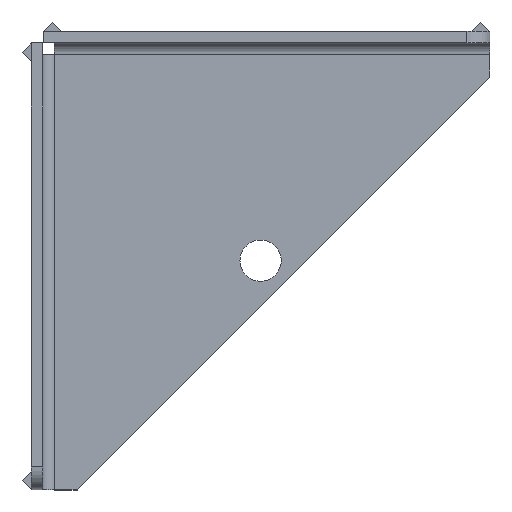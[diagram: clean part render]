
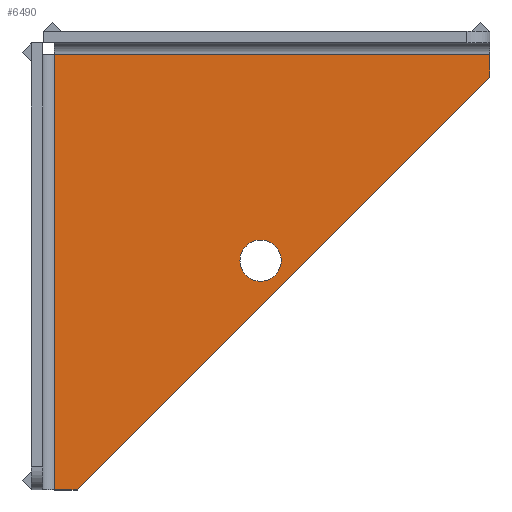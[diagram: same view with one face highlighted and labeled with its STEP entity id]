
A CAD part, top view. The second image highlights one B-rep face of the part: STEP entity #6490.
In plain terms, the highlighted planar face has unit normal (0, 0, 1).
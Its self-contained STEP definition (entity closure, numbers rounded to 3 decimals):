
#3070=CARTESIAN_POINT('',(100.,90.,0.));
#3080=VERTEX_POINT('',#3070);
#3110=CARTESIAN_POINT('',(100.,0.,0.));
#3120=DIRECTION('',(0.,1.,0.));
#3130=VECTOR('',#3120,1.);
#3140=LINE('',#3110,#3130);
#3150=CARTESIAN_POINT('',(100.,94.94,0.));
#3160=VERTEX_POINT('',#3150);
#3170=EDGE_CURVE('',#3080,#3160,#3140,.T.);
#3640=CARTESIAN_POINT('',(10.,0.,0.));
#3650=VERTEX_POINT('',#3640);
#3680=CARTESIAN_POINT('',(10.,0.,0.));
#3690=DIRECTION('',(0.707,0.707,0.));
#3700=VECTOR('',#3690,1.);
#3710=LINE('',#3680,#3700);
#3720=EDGE_CURVE('',#3650,#3080,#3710,.T.);
#5570=CARTESIAN_POINT('',(5.06,0.,0.));
#5580=DIRECTION('',(0.,-1.,0.));
#5590=VECTOR('',#5580,1.);
#5600=LINE('',#5570,#5590);
#5610=CARTESIAN_POINT('',(5.06,94.94,0.));
#5620=VERTEX_POINT('',#5610);
#5630=CARTESIAN_POINT('',(5.06,0.,0.));
#5640=VERTEX_POINT('',#5630);
#5650=EDGE_CURVE('',#5620,#5640,#5600,.T.);
#6010=CARTESIAN_POINT('',(0.,94.94,0.));
#6020=DIRECTION('',(-1.,0.,0.));
#6030=VECTOR('',#6020,1.);
#6040=LINE('',#6010,#6030);
#6050=EDGE_CURVE('',#3160,#5620,#6040,.T.);
#6170=CARTESIAN_POINT('',(100.,100.,0.));
#6180=DIRECTION('',(0.,0.,-1.));
#6190=DIRECTION('',(-1.,0.,0.));
#6200=AXIS2_PLACEMENT_3D('',#6170,#6180,#6190);
#6210=PLANE('',#6200);
#6220=CARTESIAN_POINT('',(50.,50.,0.));
#6230=DIRECTION('',(0.,0.,1.));
#6240=DIRECTION('',(1.,0.,0.));
#6250=AXIS2_PLACEMENT_3D('',#6220,#6230,#6240);
#6260=CIRCLE('',#6250,4.5);
#6270=CARTESIAN_POINT('',(54.5,50.,0.));
#6280=VERTEX_POINT('',#6270);
#6290=CARTESIAN_POINT('',(45.5,50.,0.));
#6300=VERTEX_POINT('',#6290);
#6310=EDGE_CURVE('',#6280,#6300,#6260,.T.);
#6320=ORIENTED_EDGE('',*,*,#6310,.F.);
#6330=EDGE_CURVE('',#6300,#6280,#6260,.T.);
#6340=ORIENTED_EDGE('',*,*,#6330,.F.);
#6350=EDGE_LOOP('',(#6340,#6320));
#6360=FACE_BOUND('',#6350,.T.);
#6370=ORIENTED_EDGE('',*,*,#6050,.T.);
#6380=ORIENTED_EDGE('',*,*,#3170,.T.);
#6390=ORIENTED_EDGE('',*,*,#3720,.T.);
#6400=CARTESIAN_POINT('',(0.,0.,0.));
#6410=DIRECTION('',(-1.,0.,0.));
#6420=VECTOR('',#6410,1.);
#6430=LINE('',#6400,#6420);
#6440=EDGE_CURVE('',#3650,#5640,#6430,.T.);
#6450=ORIENTED_EDGE('',*,*,#6440,.F.);
#6460=ORIENTED_EDGE('',*,*,#5650,.T.);
#6470=EDGE_LOOP('',(#6460,#6450,#6390,#6380,#6370));
#6480=FACE_OUTER_BOUND('',#6470,.T.);
#6490=ADVANCED_FACE('',(#6360,#6480),#6210,.F.);
